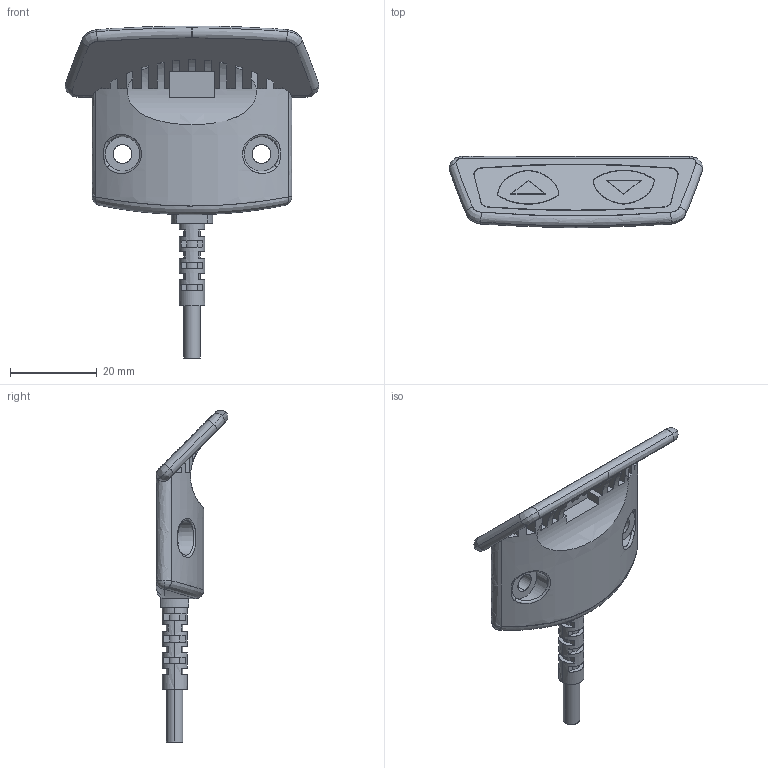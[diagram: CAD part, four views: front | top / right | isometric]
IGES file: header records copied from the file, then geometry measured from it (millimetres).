
Start section: SolidWorks IGES file using analytic representation for surfaces
Global section: file name: HSCO-OD-2.igs; native system: SolidWorks 2012; preprocessor: SolidWorks 2012; author: Rohlfing; date: 140415.092508; units: millimetre
Bounding box: 58.49 x 16.49 x 76.47 mm (x, y, z)
Surface area: 6480.8 mm2 (no closed solid volume)
Topology: 0 solids, 0 shells, 198 faces, 2195 edges, 2195 vertices
Faces by surface type: bspline 133, revolution 65
